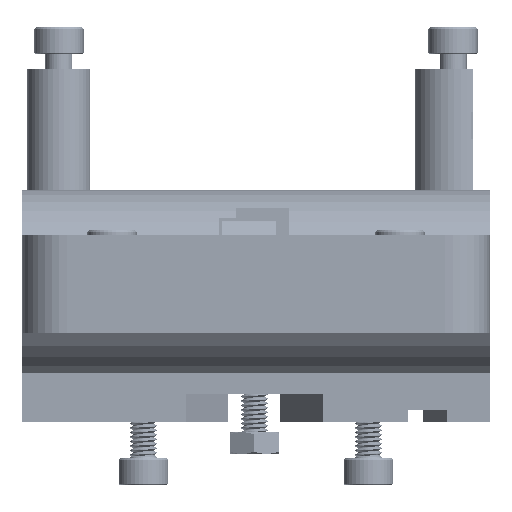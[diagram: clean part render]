
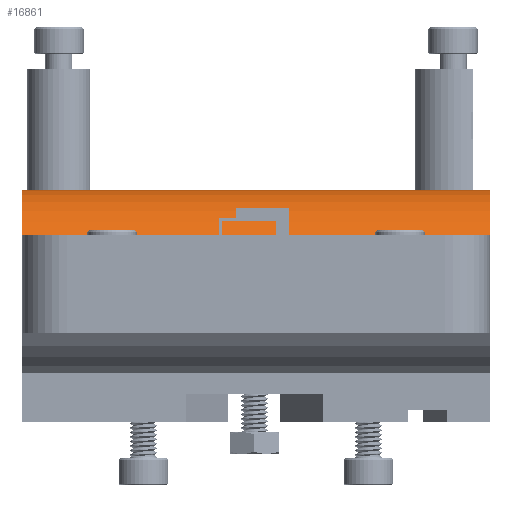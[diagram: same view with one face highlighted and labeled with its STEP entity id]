
A CAD part, top view. The second image highlights one B-rep face of the part: STEP entity #16861.
In plain terms, the highlighted cylindrical face has radius 10.5 mm (diameter 21 mm), a partial arc.
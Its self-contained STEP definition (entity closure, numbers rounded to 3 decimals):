
#1068=CYLINDRICAL_SURFACE('',#18021,10.5);
#1462=CIRCLE('',#17881,10.5);
#1512=CIRCLE('',#18022,10.5);
#1858=FACE_OUTER_BOUND('',#2817,.T.);
#2817=EDGE_LOOP('',(#11851,#11852,#11853,#11854));
#3788=LINE('',#23562,#5354);
#3816=LINE('',#23676,#5382);
#5354=VECTOR('',#19393,10.);
#5382=VECTOR('',#19481,10.);
#6930=VERTEX_POINT('',#23559);
#6931=VERTEX_POINT('',#23561);
#6939=VERTEX_POINT('',#23591);
#6967=VERTEX_POINT('',#23675);
#8669=EDGE_CURVE('',#6931,#6930,#3788,.T.);
#8680=EDGE_CURVE('',#6939,#6931,#1462,.T.);
#8718=EDGE_CURVE('',#6939,#6967,#3816,.T.);
#8885=EDGE_CURVE('',#6967,#6930,#1512,.T.);
#11851=ORIENTED_EDGE('',*,*,#8718,.F.);
#11852=ORIENTED_EDGE('',*,*,#8680,.T.);
#11853=ORIENTED_EDGE('',*,*,#8669,.T.);
#11854=ORIENTED_EDGE('',*,*,#8885,.F.);
#16861=ADVANCED_FACE('',(#1858),#1068,.T.);
#17881=AXIS2_PLACEMENT_3D('',#23592,#19410,#19411);
#18021=AXIS2_PLACEMENT_3D('',#24063,#19839,#19840);
#18022=AXIS2_PLACEMENT_3D('',#24064,#19841,#19842);
#19393=DIRECTION('',(1.,0.,0.));
#19410=DIRECTION('center_axis',(1.,0.,0.));
#19411=DIRECTION('ref_axis',(0.,0.571,-0.821));
#19481=DIRECTION('',(1.,0.,0.));
#19839=DIRECTION('center_axis',(-1.,0.,0.));
#19840=DIRECTION('ref_axis',(0.,0.571,-0.821));
#19841=DIRECTION('center_axis',(1.,0.,0.));
#19842=DIRECTION('ref_axis',(0.,0.571,-0.821));
#23559=CARTESIAN_POINT('',(50.15,35.45,8.975));
#23561=CARTESIAN_POINT('',(-1.85,35.45,8.975));
#23562=CARTESIAN_POINT('',(50.15,35.45,8.975));
#23591=CARTESIAN_POINT('',(-1.85,38.195,-6.564));
#23592=CARTESIAN_POINT('Origin',(-1.85,30.,0.));
#23675=CARTESIAN_POINT('',(50.15,38.195,-6.564));
#23676=CARTESIAN_POINT('',(50.15,38.195,-6.564));
#24063=CARTESIAN_POINT('Origin',(50.15,30.,0.));
#24064=CARTESIAN_POINT('Origin',(50.15,30.,0.));
